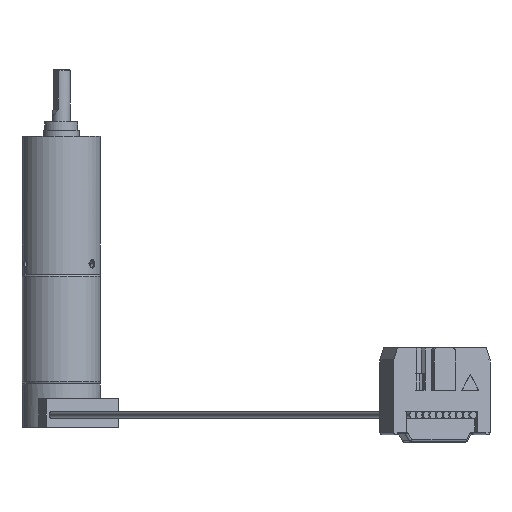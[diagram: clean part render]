
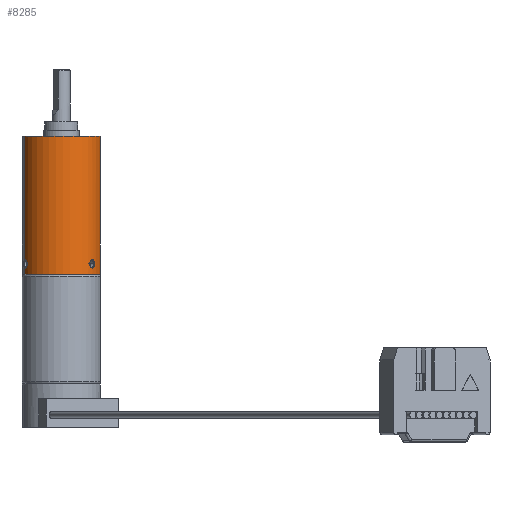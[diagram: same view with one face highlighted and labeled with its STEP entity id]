
A CAD part, front view. The second image highlights one B-rep face of the part: STEP entity #8285.
In plain terms, the highlighted cylindrical face has radius 6.5 mm (diameter 13 mm), a partial arc.
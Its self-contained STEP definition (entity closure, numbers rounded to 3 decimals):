
#90 = CARTESIAN_POINT ( 'NONE',  ( -20.044, -10.188, 24.088 ) ) ;
#96 = LINE ( 'NONE', #4749, #12965 ) ;
#662 = CARTESIAN_POINT ( 'NONE',  ( -8.538, -11.161, 23.745 ) ) ;
#811 = VERTEX_POINT ( 'NONE', #2800 ) ;
#1094 = CARTESIAN_POINT ( 'NONE',  ( -19.9, -10.512, 24.008 ) ) ;
#1202 = EDGE_CURVE ( 'NONE', #2251, #9358, #7858, .T. ) ;
#1436 = CARTESIAN_POINT ( 'NONE',  ( -8.671, -11.365, 22.77 ) ) ;
#1702 = CARTESIAN_POINT ( 'NONE',  ( -8.503, -11.104, 23.388 ) ) ;
#1709 = VERTEX_POINT ( 'NONE', #12062 ) ;
#2124 = CARTESIAN_POINT ( 'NONE',  ( -19.757, -10.79, 23.565 ) ) ;
#2151 = ORIENTED_EDGE ( 'NONE', *, *, #10221, .T. ) ;
#2251 = VERTEX_POINT ( 'NONE', #11253 ) ;
#2469 = CARTESIAN_POINT ( 'NONE',  ( -8.99, -11.794, 22.688 ) ) ;
#2677 = CARTESIAN_POINT ( 'NONE',  ( -9.313, -12.16, 23.566 ) ) ;
#2800 = CARTESIAN_POINT ( 'NONE',  ( -8.503, -11.104, 23.388 ) ) ;
#3147 = AXIS2_PLACEMENT_3D ( 'NONE', #9212, #3171, #10264 ) ;
#3166 = CARTESIAN_POINT ( 'NONE',  ( -19.791, -10.729, 23.029 ) ) ;
#3171 = DIRECTION ( 'NONE',  ( 0., 0., -1. ) ) ;
#3405 = VECTOR ( 'NONE', #10135, 1000. ) ;
#3484 = CARTESIAN_POINT ( 'NONE',  ( -9.266, -12.111, 23.03 ) ) ;
#3722 = EDGE_LOOP ( 'NONE', ( #12787, #9349, #10821, #2151, #3727, #5188 ) ) ;
#3723 = LINE ( 'NONE', #9079, #3405 ) ;
#3727 = ORIENTED_EDGE ( 'NONE', *, *, #4062, .F. ) ;
#3923 = FACE_BOUND ( 'NONE', #12074, .T. ) ;
#4062 = EDGE_CURVE ( 'NONE', #7693, #1709, #96, .T. ) ;
#4164 = CARTESIAN_POINT ( 'NONE',  ( -19.975, -10.354, 22.688 ) ) ;
#4346 = CARTESIAN_POINT ( 'NONE',  ( -8.035, -5.208, 44.538 ) ) ;
#4503 = CARTESIAN_POINT ( 'NONE',  ( -9.313, -12.16, 23.388 ) ) ;
#4645 = B_SPLINE_CURVE_WITH_KNOTS ( 'NONE', 3,
 ( #12586, #5499, #7503, #1436, #8522, #2469, #9556, #3484, #10600, #4503 ),
 .UNSPECIFIED., .F., .F.,
 ( 4, 2, 2, 2, 4 ),
 ( 0.001, 0.001, 0.002, 0.003, 0.003 ),
 .UNSPECIFIED. ) ;
#4721 = CARTESIAN_POINT ( 'NONE',  ( -9.266, -12.112, 23.745 ) ) ;
#4741 = CARTESIAN_POINT ( 'NONE',  ( -14.039, -7.698, 44.538 ) ) ;
#4749 = CARTESIAN_POINT ( 'NONE',  ( -20.044, -10.188, 21.688 ) ) ;
#4951 = VERTEX_POINT ( 'NONE', #11287 ) ;
#5188 = ORIENTED_EDGE ( 'NONE', *, *, #6552, .T. ) ;
#5499 = CARTESIAN_POINT ( 'NONE',  ( -8.503, -11.104, 23.21 ) ) ;
#5536 = CARTESIAN_POINT ( 'NONE',  ( -20.044, -10.188, 21.688 ) ) ;
#5734 = CARTESIAN_POINT ( 'NONE',  ( -8.991, -11.796, 24.088 ) ) ;
#5754 = DIRECTION ( 'NONE',  ( -0.924, -0.383, 0. ) ) ;
#6159 = VECTOR ( 'NONE', #11741, 1000. ) ;
#6301 = CYLINDRICAL_SURFACE ( 'NONE', #7471, 6.5 ) ;
#6371 = VERTEX_POINT ( 'NONE', #6569 ) ;
#6455 = EDGE_CURVE ( 'NONE', #4951, #811, #11727, .T. ) ;
#6552 = EDGE_CURVE ( 'NONE', #7693, #6371, #9368, .T. ) ;
#6569 = CARTESIAN_POINT ( 'NONE',  ( -20.044, -10.188, 22.688 ) ) ;
#6613 = FACE_OUTER_BOUND ( 'NONE', #3722, .T. ) ;
#6734 = EDGE_CURVE ( 'NONE', #811, #4951, #4645, .T. ) ;
#6747 = CARTESIAN_POINT ( 'NONE',  ( -8.672, -11.366, 24.009 ) ) ;
#7278 = CARTESIAN_POINT ( 'NONE',  ( -14.039, -7.698, 21.688 ) ) ;
#7334 = EDGE_CURVE ( 'NONE', #2251, #8014, #3723, .T. ) ;
#7471 = AXIS2_PLACEMENT_3D ( 'NONE', #7278, #8264, #11303 ) ;
#7503 = CARTESIAN_POINT ( 'NONE',  ( -8.538, -11.162, 23.03 ) ) ;
#7693 = VERTEX_POINT ( 'NONE', #10922 ) ;
#7748 = CARTESIAN_POINT ( 'NONE',  ( -8.503, -11.104, 23.566 ) ) ;
#7858 = CIRCLE ( 'NONE', #3147, 6.5 ) ;
#8014 = VERTEX_POINT ( 'NONE', #4346 ) ;
#8192 = CARTESIAN_POINT ( 'NONE',  ( -19.789, -10.731, 23.744 ) ) ;
#8264 = DIRECTION ( 'NONE',  ( 0., 0., 1. ) ) ;
#8285 = ADVANCED_FACE ( 'NONE', ( #6613, #3923 ), #6301, .T. ) ;
#8495 = ORIENTED_EDGE ( 'NONE', *, *, #6455, .T. ) ;
#8522 = CARTESIAN_POINT ( 'NONE',  ( -8.771, -11.51, 22.688 ) ) ;
#9079 = CARTESIAN_POINT ( 'NONE',  ( -8.035, -5.208, 21.688 ) ) ;
#9204 = CARTESIAN_POINT ( 'NONE',  ( -19.757, -10.789, 23.209 ) ) ;
#9212 = CARTESIAN_POINT ( 'NONE',  ( -14.039, -7.698, 21.688 ) ) ;
#9349 = ORIENTED_EDGE ( 'NONE', *, *, #1202, .F. ) ;
#9358 = VERTEX_POINT ( 'NONE', #5536 ) ;
#9368 = B_SPLINE_CURVE_WITH_KNOTS ( 'NONE', 3,
 ( #90, #12245, #1094, #8192, #2124, #9204, #3166, #10251, #4164, #11258 ),
 .UNSPECIFIED., .F., .F.,
 ( 4, 2, 2, 2, 4 ),
 ( 0.004, 0.004, 0.005, 0.005, 0.006 ),
 .UNSPECIFIED. ) ;
#9556 = CARTESIAN_POINT ( 'NONE',  ( -9.104, -11.929, 22.769 ) ) ;
#9696 = CARTESIAN_POINT ( 'NONE',  ( -20.044, -10.188, 21.688 ) ) ;
#9769 = CARTESIAN_POINT ( 'NONE',  ( -9.313, -12.16, 23.388 ) ) ;
#9843 = DIRECTION ( 'NONE',  ( 0., 0., 1. ) ) ;
#10135 = DIRECTION ( 'NONE',  ( 0., 0., 1. ) ) ;
#10221 = EDGE_CURVE ( 'NONE', #8014, #1709, #12592, .T. ) ;
#10251 = CARTESIAN_POINT ( 'NONE',  ( -19.9, -10.513, 22.769 ) ) ;
#10264 = DIRECTION ( 'NONE',  ( -0.924, -0.383, 0. ) ) ;
#10563 = ORIENTED_EDGE ( 'NONE', *, *, #6734, .T. ) ;
#10600 = CARTESIAN_POINT ( 'NONE',  ( -9.313, -12.16, 23.21 ) ) ;
#10821 = ORIENTED_EDGE ( 'NONE', *, *, #7334, .T. ) ;
#10922 = CARTESIAN_POINT ( 'NONE',  ( -20.044, -10.188, 24.088 ) ) ;
#11253 = CARTESIAN_POINT ( 'NONE',  ( -8.035, -5.208, 21.688 ) ) ;
#11258 = CARTESIAN_POINT ( 'NONE',  ( -20.044, -10.188, 22.688 ) ) ;
#11287 = CARTESIAN_POINT ( 'NONE',  ( -9.313, -12.16, 23.388 ) ) ;
#11303 = DIRECTION ( 'NONE',  ( 0.924, 0.383, 0. ) ) ;
#11548 = LINE ( 'NONE', #9696, #6159 ) ;
#11687 = EDGE_CURVE ( 'NONE', #9358, #6371, #11548, .T. ) ;
#11727 = B_SPLINE_CURVE_WITH_KNOTS ( 'NONE', 3,
 ( #9769, #2677, #4721, #11803, #5734, #12848, #6747, #662, #7748, #1702 ),
 .UNSPECIFIED., .F., .F.,
 ( 4, 2, 2, 2, 4 ),
 ( 0.003, 0.004, 0.004, 0.005, 0.005 ),
 .UNSPECIFIED. ) ;
#11741 = DIRECTION ( 'NONE',  ( 0., 0., 1. ) ) ;
#11803 = CARTESIAN_POINT ( 'NONE',  ( -9.104, -11.93, 24.008 ) ) ;
#11831 = DIRECTION ( 'NONE',  ( 0., 0., -1. ) ) ;
#12062 = CARTESIAN_POINT ( 'NONE',  ( -20.044, -10.188, 44.538 ) ) ;
#12074 = EDGE_LOOP ( 'NONE', ( #8495, #10563 ) ) ;
#12245 = CARTESIAN_POINT ( 'NONE',  ( -19.975, -10.353, 24.088 ) ) ;
#12546 = AXIS2_PLACEMENT_3D ( 'NONE', #4741, #11831, #5754 ) ;
#12586 = CARTESIAN_POINT ( 'NONE',  ( -8.503, -11.104, 23.388 ) ) ;
#12592 = CIRCLE ( 'NONE', #12546, 6.5 ) ;
#12787 = ORIENTED_EDGE ( 'NONE', *, *, #11687, .F. ) ;
#12848 = CARTESIAN_POINT ( 'NONE',  ( -8.772, -11.511, 24.088 ) ) ;
#12965 = VECTOR ( 'NONE', #9843, 1000. ) ;
